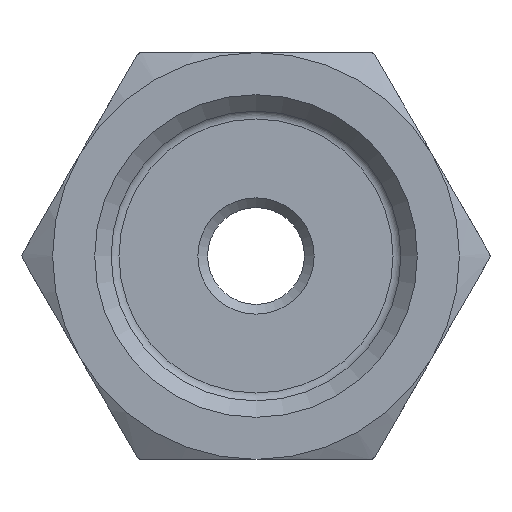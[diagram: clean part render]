
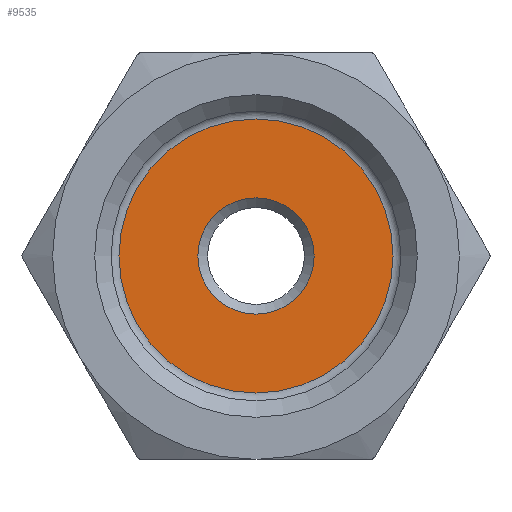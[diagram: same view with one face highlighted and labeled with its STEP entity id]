
A CAD part, left-side view. The second image highlights one B-rep face of the part: STEP entity #9535.
In plain terms, the highlighted planar face has unit normal (-1, 0, 0).
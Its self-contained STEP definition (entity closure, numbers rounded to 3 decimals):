
#222 = ORIENTED_EDGE ( 'NONE', *, *, #4649, .F. ) ;
#243 = ORIENTED_EDGE ( 'NONE', *, *, #4686, .F. ) ;
#3418 = DIRECTION ( 'NONE',  ( -1., 0., 0. ) ) ;
#3439 = CARTESIAN_POINT ( 'NONE',  ( 11.7, 0., 0. ) ) ;
#3442 = DIRECTION ( 'NONE',  ( 0., 0., 1. ) ) ;
#3524 = CARTESIAN_POINT ( 'NONE',  ( 11.7, 0., 0. ) ) ;
#3526 = DIRECTION ( 'NONE',  ( 1., 0., 0. ) ) ;
#3530 = DIRECTION ( 'NONE',  ( 0., 0., 1. ) ) ;
#4143 = EDGE_LOOP ( 'NONE', ( #243 ) ) ;
#4159 = EDGE_LOOP ( 'NONE', ( #222 ) ) ;
#4649 = EDGE_CURVE ( 'NONE', #12298, #12298, #12463, .T. ) ;
#4686 = EDGE_CURVE ( 'NONE', #12299, #12299, #12452, .T. ) ;
#8558 = FACE_OUTER_BOUND ( 'NONE', #4143, .T. ) ;
#8559 = CARTESIAN_POINT ( 'NONE',  ( 11.7, 0., -7.575 ) ) ;
#8560 = DIRECTION ( 'NONE',  ( 1., 0., 0. ) ) ;
#8569 = FACE_BOUND ( 'NONE', #4159, .T. ) ;
#8580 = DIRECTION ( 'NONE',  ( 0., 1., 0. ) ) ;
#8585 = PLANE ( 'NONE',  #12886 ) ;
#9535 = ADVANCED_FACE ( 'NONE', ( #8569, #8558 ), #8585, .F. ) ;
#12282 = CARTESIAN_POINT ( 'NONE',  ( 11.7, 0., 3. ) ) ;
#12290 = CARTESIAN_POINT ( 'NONE',  ( 11.7, 0., 7.075 ) ) ;
#12298 = VERTEX_POINT ( 'NONE', #12282 ) ;
#12299 = VERTEX_POINT ( 'NONE', #12290 ) ;
#12452 = CIRCLE ( 'NONE', #12466, 7.075 ) ;
#12463 = CIRCLE ( 'NONE', #12479, 3. ) ;
#12466 = AXIS2_PLACEMENT_3D ( 'NONE', #3524, #3526, #3530 ) ;
#12479 = AXIS2_PLACEMENT_3D ( 'NONE', #3439, #3418, #3442 ) ;
#12886 = AXIS2_PLACEMENT_3D ( 'NONE', #8559, #8560, #8580 ) ;
